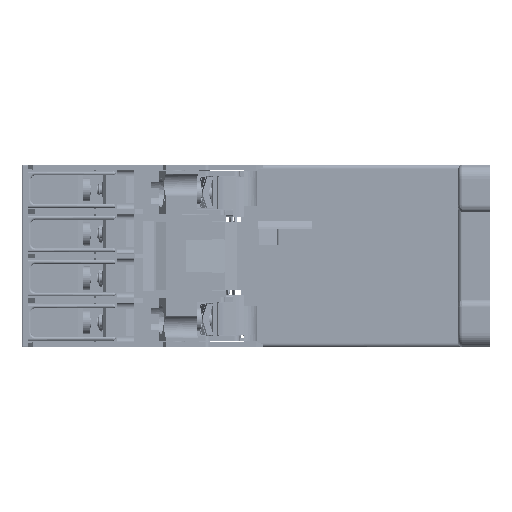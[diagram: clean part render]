
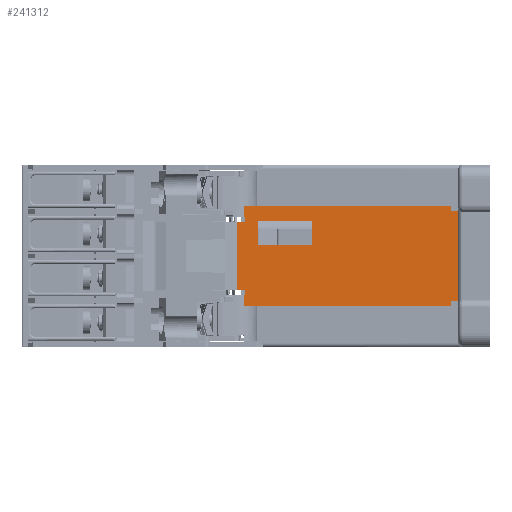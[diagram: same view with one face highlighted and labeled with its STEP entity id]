
A CAD part, left-side view. The second image highlights one B-rep face of the part: STEP entity #241312.
In plain terms, the highlighted planar face has unit normal (-1, 0, 0).
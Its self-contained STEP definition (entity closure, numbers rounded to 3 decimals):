
#241047=CARTESIAN_POINT('',(-32.4,-47.6,12.4));
#241048=VERTEX_POINT('',#241047);
#241055=CARTESIAN_POINT('',(-32.4,-47.6,11.1));
#241056=VERTEX_POINT('',#241055);
#241057=CARTESIAN_POINT('',(-32.4,-47.6,11.1));
#241058=DIRECTION('',(0.0,0.0,1.0));
#241059=VECTOR('',#241058,1.3);
#241060=LINE('',#241057,#241059);
#241061=EDGE_CURVE('',#241056,#241048,#241060,.T.);
#241086=CARTESIAN_POINT('',(-32.4,-49.5,11.1));
#241087=VERTEX_POINT('',#241086);
#241088=CARTESIAN_POINT('',(-32.4,-49.5,11.1));
#241089=DIRECTION('',(0.0,1.0,0.0));
#241090=VECTOR('',#241089,1.9);
#241091=LINE('',#241088,#241090);
#241092=EDGE_CURVE('',#241087,#241056,#241091,.T.);
#241127=CARTESIAN_POINT('',(-32.4,-49.5,12.4));
#241128=DIRECTION('',(-1.0,0.0,0.0));
#241129=DIRECTION('',(0.0,0.0,1.0));
#241130=AXIS2_PLACEMENT_3D('',#241127,#241128,#241129);
#241131=PLANE('',#241130);
#241132=ORIENTED_EDGE('',*,*,#241092,.T.);
#241133=ORIENTED_EDGE('',*,*,#241061,.T.);
#241134=CARTESIAN_POINT('',(-32.4,3.17,12.4));
#241135=VERTEX_POINT('',#241134);
#241136=CARTESIAN_POINT('',(-32.4,-47.6,12.4));
#241137=DIRECTION('',(0.0,1.0,0.0));
#241138=VECTOR('',#241137,50.77);
#241139=LINE('',#241136,#241138);
#241140=EDGE_CURVE('',#241048,#241135,#241139,.T.);
#241141=ORIENTED_EDGE('',*,*,#241140,.T.);
#241142=CARTESIAN_POINT('',(-32.4,3.17,9.65));
#241143=VERTEX_POINT('',#241142);
#241144=CARTESIAN_POINT('',(-32.4,3.17,9.65));
#241145=DIRECTION('',(0.0,0.0,1.0));
#241146=VECTOR('',#241145,2.75);
#241147=LINE('',#241144,#241146);
#241148=EDGE_CURVE('',#241143,#241135,#241147,.T.);
#241149=ORIENTED_EDGE('',*,*,#241148,.F.);
#241150=CARTESIAN_POINT('',(-32.4,3.1,9.65));
#241151=VERTEX_POINT('',#241150);
#241152=CARTESIAN_POINT('',(-32.4,3.17,9.65));
#241153=DIRECTION('',(0.0,-1.0,0.0));
#241154=VECTOR('',#241153,0.07);
#241155=LINE('',#241152,#241154);
#241156=EDGE_CURVE('',#241143,#241151,#241155,.T.);
#241157=ORIENTED_EDGE('',*,*,#241156,.T.);
#241158=CARTESIAN_POINT('',(-32.4,3.1,8.4));
#241159=VERTEX_POINT('',#241158);
#241160=CARTESIAN_POINT('',(-32.4,3.1,9.65));
#241161=DIRECTION('',(0.0,0.0,-1.0));
#241162=VECTOR('',#241161,1.25);
#241163=LINE('',#241160,#241162);
#241164=EDGE_CURVE('',#241151,#241159,#241163,.T.);
#241165=ORIENTED_EDGE('',*,*,#241164,.T.);
#241166=CARTESIAN_POINT('',(-32.4,5.1,8.4));
#241167=VERTEX_POINT('',#241166);
#241168=CARTESIAN_POINT('',(-32.4,3.1,8.4));
#241169=DIRECTION('',(0.0,1.0,0.0));
#241170=VECTOR('',#241169,2.0);
#241171=LINE('',#241168,#241170);
#241172=EDGE_CURVE('',#241159,#241167,#241171,.T.);
#241173=ORIENTED_EDGE('',*,*,#241172,.T.);
#241174=CARTESIAN_POINT('',(-32.4,5.1,-8.4));
#241175=VERTEX_POINT('',#241174);
#241176=CARTESIAN_POINT('',(-32.4,5.1,-8.4));
#241177=DIRECTION('',(0.0,0.0,1.0));
#241178=VECTOR('',#241177,16.8);
#241179=LINE('',#241176,#241178);
#241180=EDGE_CURVE('',#241175,#241167,#241179,.T.);
#241181=ORIENTED_EDGE('',*,*,#241180,.F.);
#241182=CARTESIAN_POINT('',(-32.4,3.1,-8.4));
#241183=VERTEX_POINT('',#241182);
#241184=CARTESIAN_POINT('',(-32.4,5.1,-8.4));
#241185=DIRECTION('',(0.0,-1.0,0.0));
#241186=VECTOR('',#241185,2.0);
#241187=LINE('',#241184,#241186);
#241188=EDGE_CURVE('',#241175,#241183,#241187,.T.);
#241189=ORIENTED_EDGE('',*,*,#241188,.T.);
#241190=CARTESIAN_POINT('',(-32.4,3.1,-9.65));
#241191=VERTEX_POINT('',#241190);
#241192=CARTESIAN_POINT('',(-32.4,3.1,-8.4));
#241193=DIRECTION('',(0.0,0.0,-1.0));
#241194=VECTOR('',#241193,1.25);
#241195=LINE('',#241192,#241194);
#241196=EDGE_CURVE('',#241183,#241191,#241195,.T.);
#241197=ORIENTED_EDGE('',*,*,#241196,.T.);
#241198=CARTESIAN_POINT('',(-32.4,3.17,-9.65));
#241199=VERTEX_POINT('',#241198);
#241200=CARTESIAN_POINT('',(-32.4,3.1,-9.65));
#241201=DIRECTION('',(0.0,1.0,0.0));
#241202=VECTOR('',#241201,0.07);
#241203=LINE('',#241200,#241202);
#241204=EDGE_CURVE('',#241191,#241199,#241203,.T.);
#241205=ORIENTED_EDGE('',*,*,#241204,.T.);
#241206=CARTESIAN_POINT('',(-32.4,3.17,-12.4));
#241207=VERTEX_POINT('',#241206);
#241208=CARTESIAN_POINT('',(-32.4,3.17,-12.4));
#241209=DIRECTION('',(0.0,0.0,1.0));
#241210=VECTOR('',#241209,2.75);
#241211=LINE('',#241208,#241210);
#241212=EDGE_CURVE('',#241207,#241199,#241211,.T.);
#241213=ORIENTED_EDGE('',*,*,#241212,.F.);
#241214=CARTESIAN_POINT('',(-32.4,-47.6,-12.4));
#241215=VERTEX_POINT('',#241214);
#241216=CARTESIAN_POINT('',(-32.4,-47.6,-12.4));
#241217=DIRECTION('',(0.0,1.0,0.0));
#241218=VECTOR('',#241217,50.77);
#241219=LINE('',#241216,#241218);
#241220=EDGE_CURVE('',#241215,#241207,#241219,.T.);
#241221=ORIENTED_EDGE('',*,*,#241220,.F.);
#241222=CARTESIAN_POINT('',(-32.4,-47.6,-11.1));
#241223=VERTEX_POINT('',#241222);
#241224=CARTESIAN_POINT('',(-32.4,-47.6,-12.4));
#241225=DIRECTION('',(0.0,0.0,1.0));
#241226=VECTOR('',#241225,1.3);
#241227=LINE('',#241224,#241226);
#241228=EDGE_CURVE('',#241215,#241223,#241227,.T.);
#241229=ORIENTED_EDGE('',*,*,#241228,.T.);
#241230=CARTESIAN_POINT('',(-32.4,-49.5,-11.1));
#241231=VERTEX_POINT('',#241230);
#241232=CARTESIAN_POINT('',(-32.4,-47.6,-11.1));
#241233=DIRECTION('',(0.0,-1.0,0.0));
#241234=VECTOR('',#241233,1.9);
#241235=LINE('',#241232,#241234);
#241236=EDGE_CURVE('',#241223,#241231,#241235,.T.);
#241237=ORIENTED_EDGE('',*,*,#241236,.T.);
#241238=CARTESIAN_POINT('',(-32.4,-49.5,-2.25));
#241239=VERTEX_POINT('',#241238);
#241240=CARTESIAN_POINT('',(-32.4,-49.5,-2.25));
#241241=DIRECTION('',(0.0,0.0,-1.0));
#241242=VECTOR('',#241241,8.85);
#241243=LINE('',#241240,#241242);
#241244=EDGE_CURVE('',#241239,#241231,#241243,.T.);
#241245=ORIENTED_EDGE('',*,*,#241244,.F.);
#241246=CARTESIAN_POINT('',(-32.4,-51.3,-2.25));
#241247=VERTEX_POINT('',#241246);
#241248=CARTESIAN_POINT('',(-32.4,-49.5,-2.25));
#241249=DIRECTION('',(0.0,-1.0,0.0));
#241250=VECTOR('',#241249,1.8);
#241251=LINE('',#241248,#241250);
#241252=EDGE_CURVE('',#241239,#241247,#241251,.T.);
#241253=ORIENTED_EDGE('',*,*,#241252,.T.);
#241254=CARTESIAN_POINT('',(-32.4,-51.3,2.25));
#241255=VERTEX_POINT('',#241254);
#241256=CARTESIAN_POINT('',(-32.4,-51.3,2.25));
#241257=DIRECTION('',(0.0,0.0,-1.0));
#241258=VECTOR('',#241257,4.5);
#241259=LINE('',#241256,#241258);
#241260=EDGE_CURVE('',#241255,#241247,#241259,.T.);
#241261=ORIENTED_EDGE('',*,*,#241260,.F.);
#241262=CARTESIAN_POINT('',(-32.4,-49.5,2.25));
#241263=VERTEX_POINT('',#241262);
#241264=CARTESIAN_POINT('',(-32.4,-49.5,2.25));
#241265=DIRECTION('',(0.0,-1.0,0.0));
#241266=VECTOR('',#241265,1.8);
#241267=LINE('',#241264,#241266);
#241268=EDGE_CURVE('',#241263,#241255,#241267,.T.);
#241269=ORIENTED_EDGE('',*,*,#241268,.F.);
#241270=CARTESIAN_POINT('',(-32.4,-49.5,11.1));
#241271=DIRECTION('',(0.0,0.0,-1.0));
#241272=VECTOR('',#241271,8.85);
#241273=LINE('',#241270,#241272);
#241274=EDGE_CURVE('',#241087,#241263,#241273,.T.);
#241275=ORIENTED_EDGE('',*,*,#241274,.F.);
#241276=EDGE_LOOP('',(#241132,#241133,#241141,#241149,#241157,#241165,#241173,#241181,#241189,#241197,#241205,#241213,#241221,#241229,#241237,#241245,#241253,#241261,#241269,#241275));
#241277=FACE_OUTER_BOUND('',#241276,.T.);
#241278=CARTESIAN_POINT('',(-32.4,-13.55,2.6));
#241279=VERTEX_POINT('',#241278);
#241280=CARTESIAN_POINT('',(-32.4,-0.3,2.6));
#241281=VERTEX_POINT('',#241280);
#241282=CARTESIAN_POINT('',(-32.4,-13.55,2.6));
#241283=DIRECTION('',(0.0,1.0,0.0));
#241284=VECTOR('',#241283,13.25);
#241285=LINE('',#241282,#241284);
#241286=EDGE_CURVE('',#241279,#241281,#241285,.T.);
#241287=ORIENTED_EDGE('',*,*,#241286,.T.);
#241288=CARTESIAN_POINT('',(-32.4,-0.3,8.6));
#241289=VERTEX_POINT('',#241288);
#241290=CARTESIAN_POINT('',(-32.4,-0.3,2.6));
#241291=DIRECTION('',(0.0,0.0,1.0));
#241292=VECTOR('',#241291,6.);
#241293=LINE('',#241290,#241292);
#241294=EDGE_CURVE('',#241281,#241289,#241293,.T.);
#241295=ORIENTED_EDGE('',*,*,#241294,.T.);
#241296=CARTESIAN_POINT('',(-32.4,-13.55,8.6));
#241297=VERTEX_POINT('',#241296);
#241298=CARTESIAN_POINT('',(-32.4,-0.3,8.6));
#241299=DIRECTION('',(0.0,-1.0,0.0));
#241300=VECTOR('',#241299,13.25);
#241301=LINE('',#241298,#241300);
#241302=EDGE_CURVE('',#241289,#241297,#241301,.T.);
#241303=ORIENTED_EDGE('',*,*,#241302,.T.);
#241304=CARTESIAN_POINT('',(-32.4,-13.55,8.6));
#241305=DIRECTION('',(0.0,0.0,-1.0));
#241306=VECTOR('',#241305,6.0);
#241307=LINE('',#241304,#241306);
#241308=EDGE_CURVE('',#241297,#241279,#241307,.T.);
#241309=ORIENTED_EDGE('',*,*,#241308,.T.);
#241310=EDGE_LOOP('',(#241287,#241295,#241303,#241309));
#241311=FACE_BOUND('',#241310,.T.);
#241312=ADVANCED_FACE('',(#241277,#241311),#241131,.T.);
